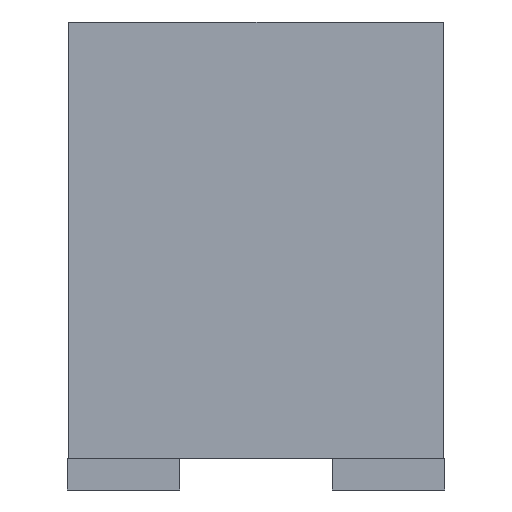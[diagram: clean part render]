
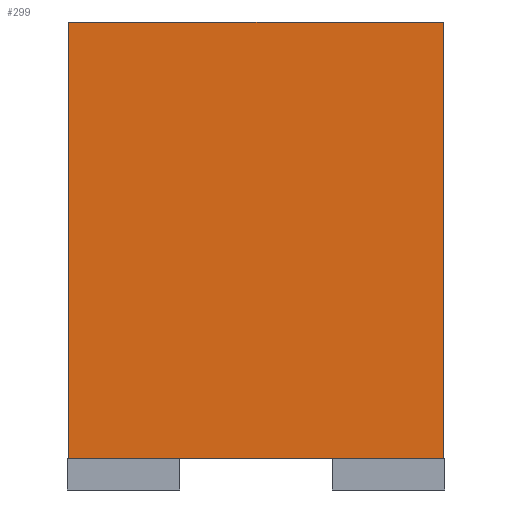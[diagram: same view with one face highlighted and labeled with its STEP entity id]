
A CAD part, left-side view. The second image highlights one B-rep face of the part: STEP entity #299.
In plain terms, the highlighted planar face has unit normal (-1, 0, 0).
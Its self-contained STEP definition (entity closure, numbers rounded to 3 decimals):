
#36 = EDGE_CURVE('',#37,#39,#41,.T.);
#37 = VERTEX_POINT('',#38);
#38 = CARTESIAN_POINT('',(-1.,-0.6,0.));
#39 = VERTEX_POINT('',#40);
#40 = CARTESIAN_POINT('',(-1.,-0.6,1.4));
#41 = SURFACE_CURVE('',#42,(#46,#58),.PCURVE_S1.);
#42 = LINE('',#43,#44);
#43 = CARTESIAN_POINT('',(-1.,-0.6,0.));
#44 = VECTOR('',#45,1.);
#45 = DIRECTION('',(0.,0.,1.));
#46 = PCURVE('',#47,#52);
#47 = PLANE('',#48);
#48 = AXIS2_PLACEMENT_3D('',#49,#50,#51);
#49 = CARTESIAN_POINT('',(-1.,-0.6,0.));
#50 = DIRECTION('',(0.,1.,0.));
#51 = DIRECTION('',(1.,0.,0.));
#52 = DEFINITIONAL_REPRESENTATION('',(#53),#57);
#53 = LINE('',#54,#55);
#54 = CARTESIAN_POINT('',(0.,0.));
#55 = VECTOR('',#56,1.);
#56 = DIRECTION('',(0.,-1.));
#57 = ( GEOMETRIC_REPRESENTATION_CONTEXT(2) 
PARAMETRIC_REPRESENTATION_CONTEXT() REPRESENTATION_CONTEXT('2D SPACE',''
  ) );
#58 = PCURVE('',#59,#64);
#59 = PLANE('',#60);
#60 = AXIS2_PLACEMENT_3D('',#61,#62,#63);
#61 = CARTESIAN_POINT('',(-1.,0.6,0.));
#62 = DIRECTION('',(1.,0.,-0.));
#63 = DIRECTION('',(0.,-1.,0.));
#64 = DEFINITIONAL_REPRESENTATION('',(#65),#69);
#65 = LINE('',#66,#67);
#66 = CARTESIAN_POINT('',(1.2,0.));
#67 = VECTOR('',#68,1.);
#68 = DIRECTION('',(0.,-1.));
#69 = ( GEOMETRIC_REPRESENTATION_CONTEXT(2) 
PARAMETRIC_REPRESENTATION_CONTEXT() REPRESENTATION_CONTEXT('2D SPACE',''
  ) );
#87 = PLANE('',#88);
#88 = AXIS2_PLACEMENT_3D('',#89,#90,#91);
#89 = CARTESIAN_POINT('',(0.,0.,1.4));
#90 = DIRECTION('',(0.,0.,1.));
#91 = DIRECTION('',(0.,1.,0.));
#141 = PLANE('',#142);
#142 = AXIS2_PLACEMENT_3D('',#143,#144,#145);
#143 = CARTESIAN_POINT('',(0.,0.,
    0.));
#144 = DIRECTION('',(0.,0.,1.));
#145 = DIRECTION('',(0.,1.,0.));
#196 = PLANE('',#197);
#197 = AXIS2_PLACEMENT_3D('',#198,#199,#200);
#198 = CARTESIAN_POINT('',(1.,0.6,0.));
#199 = DIRECTION('',(0.,-1.,0.));
#200 = DIRECTION('',(-1.,0.,0.));
#234 = VERTEX_POINT('',#235);
#235 = CARTESIAN_POINT('',(-1.,0.6,1.4));
#256 = EDGE_CURVE('',#257,#234,#259,.T.);
#257 = VERTEX_POINT('',#258);
#258 = CARTESIAN_POINT('',(-1.,0.6,0.));
#259 = SURFACE_CURVE('',#260,(#264,#271),.PCURVE_S1.);
#260 = LINE('',#261,#262);
#261 = CARTESIAN_POINT('',(-1.,0.6,0.));
#262 = VECTOR('',#263,1.);
#263 = DIRECTION('',(0.,0.,1.));
#264 = PCURVE('',#196,#265);
#265 = DEFINITIONAL_REPRESENTATION('',(#266),#270);
#266 = LINE('',#267,#268);
#267 = CARTESIAN_POINT('',(2.,0.));
#268 = VECTOR('',#269,1.);
#269 = DIRECTION('',(0.,-1.));
#270 = ( GEOMETRIC_REPRESENTATION_CONTEXT(2) 
PARAMETRIC_REPRESENTATION_CONTEXT() REPRESENTATION_CONTEXT('2D SPACE',''
  ) );
#271 = PCURVE('',#59,#272);
#272 = DEFINITIONAL_REPRESENTATION('',(#273),#277);
#273 = LINE('',#274,#275);
#274 = CARTESIAN_POINT('',(0.,0.));
#275 = VECTOR('',#276,1.);
#276 = DIRECTION('',(0.,-1.));
#277 = ( GEOMETRIC_REPRESENTATION_CONTEXT(2) 
PARAMETRIC_REPRESENTATION_CONTEXT() REPRESENTATION_CONTEXT('2D SPACE',''
  ) );
#299 = ADVANCED_FACE('',(#300),#59,.F.);
#300 = FACE_BOUND('',#301,.F.);
#301 = EDGE_LOOP('',(#302,#303,#324,#325));
#302 = ORIENTED_EDGE('',*,*,#256,.T.);
#303 = ORIENTED_EDGE('',*,*,#304,.T.);
#304 = EDGE_CURVE('',#234,#39,#305,.T.);
#305 = SURFACE_CURVE('',#306,(#310,#317),.PCURVE_S1.);
#306 = LINE('',#307,#308);
#307 = CARTESIAN_POINT('',(-1.,0.6,1.4));
#308 = VECTOR('',#309,1.);
#309 = DIRECTION('',(0.,-1.,0.));
#310 = PCURVE('',#59,#311);
#311 = DEFINITIONAL_REPRESENTATION('',(#312),#316);
#312 = LINE('',#313,#314);
#313 = CARTESIAN_POINT('',(0.,-1.4));
#314 = VECTOR('',#315,1.);
#315 = DIRECTION('',(1.,0.));
#316 = ( GEOMETRIC_REPRESENTATION_CONTEXT(2) 
PARAMETRIC_REPRESENTATION_CONTEXT() REPRESENTATION_CONTEXT('2D SPACE',''
  ) );
#317 = PCURVE('',#87,#318);
#318 = DEFINITIONAL_REPRESENTATION('',(#319),#323);
#319 = LINE('',#320,#321);
#320 = CARTESIAN_POINT('',(0.6,1.));
#321 = VECTOR('',#322,1.);
#322 = DIRECTION('',(-1.,0.));
#323 = ( GEOMETRIC_REPRESENTATION_CONTEXT(2) 
PARAMETRIC_REPRESENTATION_CONTEXT() REPRESENTATION_CONTEXT('2D SPACE',''
  ) );
#324 = ORIENTED_EDGE('',*,*,#36,.F.);
#325 = ORIENTED_EDGE('',*,*,#326,.F.);
#326 = EDGE_CURVE('',#257,#37,#327,.T.);
#327 = SURFACE_CURVE('',#328,(#332,#339),.PCURVE_S1.);
#328 = LINE('',#329,#330);
#329 = CARTESIAN_POINT('',(-1.,0.6,0.));
#330 = VECTOR('',#331,1.);
#331 = DIRECTION('',(0.,-1.,0.));
#332 = PCURVE('',#59,#333);
#333 = DEFINITIONAL_REPRESENTATION('',(#334),#338);
#334 = LINE('',#335,#336);
#335 = CARTESIAN_POINT('',(0.,0.));
#336 = VECTOR('',#337,1.);
#337 = DIRECTION('',(1.,0.));
#338 = ( GEOMETRIC_REPRESENTATION_CONTEXT(2) 
PARAMETRIC_REPRESENTATION_CONTEXT() REPRESENTATION_CONTEXT('2D SPACE',''
  ) );
#339 = PCURVE('',#141,#340);
#340 = DEFINITIONAL_REPRESENTATION('',(#341),#345);
#341 = LINE('',#342,#343);
#342 = CARTESIAN_POINT('',(0.6,1.));
#343 = VECTOR('',#344,1.);
#344 = DIRECTION('',(-1.,0.));
#345 = ( GEOMETRIC_REPRESENTATION_CONTEXT(2) 
PARAMETRIC_REPRESENTATION_CONTEXT() REPRESENTATION_CONTEXT('2D SPACE',''
  ) );
